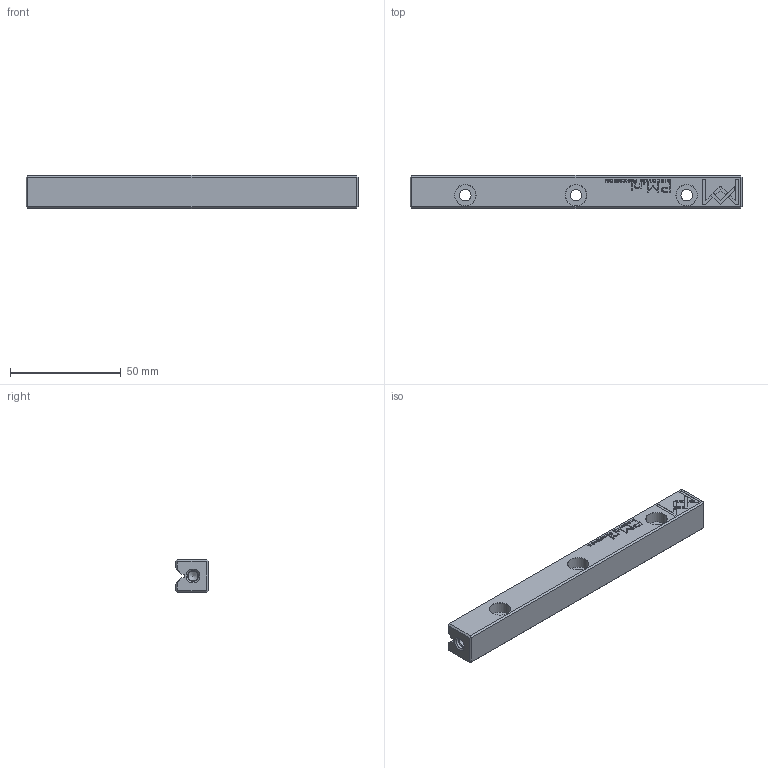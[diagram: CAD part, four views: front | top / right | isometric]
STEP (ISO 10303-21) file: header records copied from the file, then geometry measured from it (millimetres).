
FILE_DESCRIPTION(/* description */ (''),/* implementation_level */ '2;1');
FILE_NAME(/* name */ 'Rail RSDE-6150.stp',/* time_stamp */ '2024-11-14T08:27:44+01:00',/* author */ (''),/* organization */ (''),/* preprocessor_version */ 'ST-DEVELOPER v16.7',/* originating_system */ 'SIEMENS PLM Software NX 12.0',/* authorisation */ '');
FILE_SCHEMA (('AUTOMOTIVE_DESIGN { 1 0 10303 214 3 1 1 1 }'));
Length unit declared in the file: millimetre
Products named in the file (1): Rail RSDE-6150_step_stp
Bounding box: 150 x 14.9 x 15 mm (x, y, z)
Volume: 28935.5 mm3; surface area: 11004.7 mm2
Topology: 1 solids, 1 shells, 348 faces, 908 edges, 598 vertices
Faces by surface type: plane 236, bspline 90, cone 12, cylinder 10
Full cylindrical faces by diameter (mm): 4.351 x2, 5.188 x3, 5.2 x2, 9.5 x3
Entity records: 12876 total; most frequent: CARTESIAN_POINT 3057, ORIENTED_EDGE 1752, DIRECTION 1242, EDGE_CURVE 876, LINE 668, VECTOR 668, VERTEX_POINT 590, EDGE_LOOP 412
